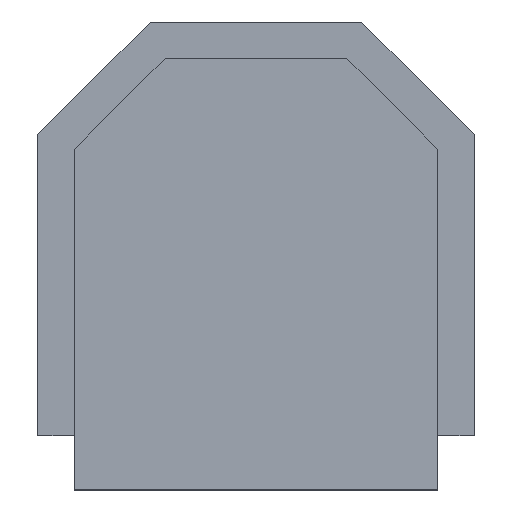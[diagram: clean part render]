
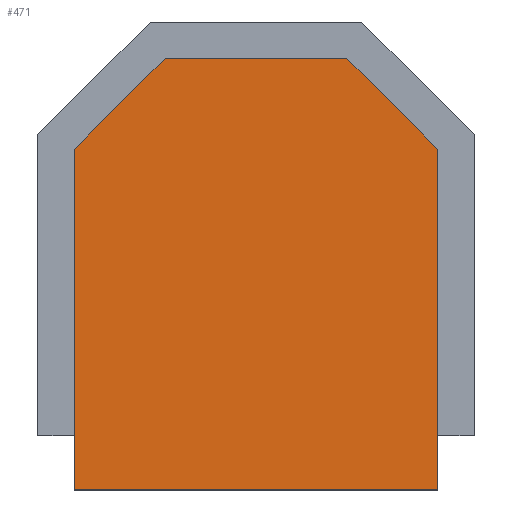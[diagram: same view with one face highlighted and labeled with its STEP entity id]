
A CAD part, top view. The second image highlights one B-rep face of the part: STEP entity #471.
In plain terms, the highlighted planar face has unit normal (0, 0, 1).
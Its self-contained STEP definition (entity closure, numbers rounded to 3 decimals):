
#3 = ORIENTED_EDGE ( 'NONE', *, *, #510, .T. ) ;
#4 = EDGE_CURVE ( 'NONE', #227, #371, #310, .T. ) ;
#12 = VECTOR ( 'NONE', #381, 1000. ) ;
#30 = DIRECTION ( 'NONE',  ( 0., 1., 0. ) ) ;
#42 = DIRECTION ( 'NONE',  ( -1., 0., 0. ) ) ;
#68 = FACE_OUTER_BOUND ( 'NONE', #127, .T. ) ;
#79 = EDGE_CURVE ( 'NONE', #457, #111, #431, .T. ) ;
#80 = CARTESIAN_POINT ( 'NONE',  ( 8., 7.5, 1.5 ) ) ;
#81 = CARTESIAN_POINT ( 'NONE',  ( 2., 9.5, 1.5 ) ) ;
#104 = VERTEX_POINT ( 'NONE', #393 ) ;
#111 = VERTEX_POINT ( 'NONE', #485 ) ;
#127 = EDGE_LOOP ( 'NONE', ( #334, #3, #491, #502, #132, #394 ) ) ;
#131 = DIRECTION ( 'NONE',  ( -0.707, 0.707, 0. ) ) ;
#132 = ORIENTED_EDGE ( 'NONE', *, *, #141, .T. ) ;
#141 = EDGE_CURVE ( 'NONE', #104, #457, #442, .T. ) ;
#158 = LINE ( 'NONE', #239, #484 ) ;
#163 = CARTESIAN_POINT ( 'NONE',  ( 0., 7.5, 1.5 ) ) ;
#166 = CARTESIAN_POINT ( 'NONE',  ( 8., 0., 1.5 ) ) ;
#169 = EDGE_CURVE ( 'NONE', #371, #104, #488, .T. ) ;
#190 = PLANE ( 'NONE',  #359 ) ;
#193 = CARTESIAN_POINT ( 'NONE',  ( 0., 0., 1.5 ) ) ;
#197 = EDGE_CURVE ( 'NONE', #111, #407, #358, .T. ) ;
#226 = CARTESIAN_POINT ( 'NONE',  ( 0., 0., 1.5 ) ) ;
#227 = VERTEX_POINT ( 'NONE', #166 ) ;
#239 = CARTESIAN_POINT ( 'NONE',  ( 0., 0., 1.5 ) ) ;
#264 = CARTESIAN_POINT ( 'NONE',  ( 2., 9.5, 1.5 ) ) ;
#281 = VECTOR ( 'NONE', #131, 1000. ) ;
#310 = LINE ( 'NONE', #511, #503 ) ;
#315 = CARTESIAN_POINT ( 'NONE',  ( 8., 7.5, 1.5 ) ) ;
#334 = ORIENTED_EDGE ( 'NONE', *, *, #197, .T. ) ;
#335 = VECTOR ( 'NONE', #480, 1000. ) ;
#358 = LINE ( 'NONE', #163, #335 ) ;
#359 = AXIS2_PLACEMENT_3D ( 'NONE', #226, #378, #421 ) ;
#360 = CARTESIAN_POINT ( 'NONE',  ( 6., 9.5, 1.5 ) ) ;
#371 = VERTEX_POINT ( 'NONE', #80 ) ;
#378 = DIRECTION ( 'NONE',  ( 0., 0., 1. ) ) ;
#381 = DIRECTION ( 'NONE',  ( -0.707, -0.707, 0. ) ) ;
#391 = DIRECTION ( 'NONE',  ( 1., 0., 0. ) ) ;
#393 = CARTESIAN_POINT ( 'NONE',  ( 6., 9.5, 1.5 ) ) ;
#394 = ORIENTED_EDGE ( 'NONE', *, *, #79, .T. ) ;
#407 = VERTEX_POINT ( 'NONE', #193 ) ;
#421 = DIRECTION ( 'NONE',  ( 1., 0., 0. ) ) ;
#429 = VECTOR ( 'NONE', #42, 1000. ) ;
#431 = LINE ( 'NONE', #81, #12 ) ;
#442 = LINE ( 'NONE', #360, #429 ) ;
#457 = VERTEX_POINT ( 'NONE', #264 ) ;
#471 = ADVANCED_FACE ( 'NONE', ( #68 ), #190, .T. ) ;
#480 = DIRECTION ( 'NONE',  ( 0., -1., 0. ) ) ;
#484 = VECTOR ( 'NONE', #391, 1000. ) ;
#485 = CARTESIAN_POINT ( 'NONE',  ( 0., 7.5, 1.5 ) ) ;
#488 = LINE ( 'NONE', #315, #281 ) ;
#491 = ORIENTED_EDGE ( 'NONE', *, *, #4, .T. ) ;
#502 = ORIENTED_EDGE ( 'NONE', *, *, #169, .T. ) ;
#503 = VECTOR ( 'NONE', #30, 1000. ) ;
#510 = EDGE_CURVE ( 'NONE', #407, #227, #158, .T. ) ;
#511 = CARTESIAN_POINT ( 'NONE',  ( 8., 0., 1.5 ) ) ;
